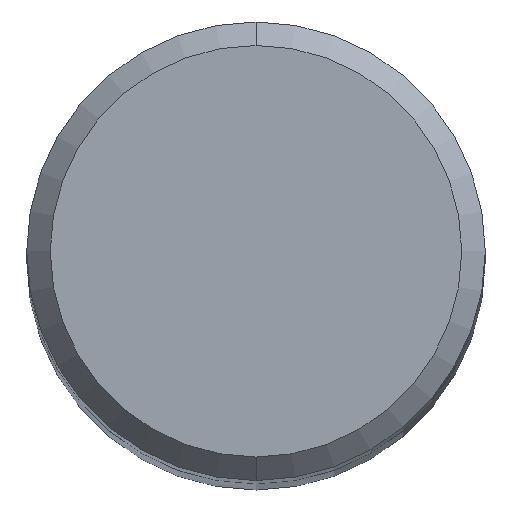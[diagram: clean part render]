
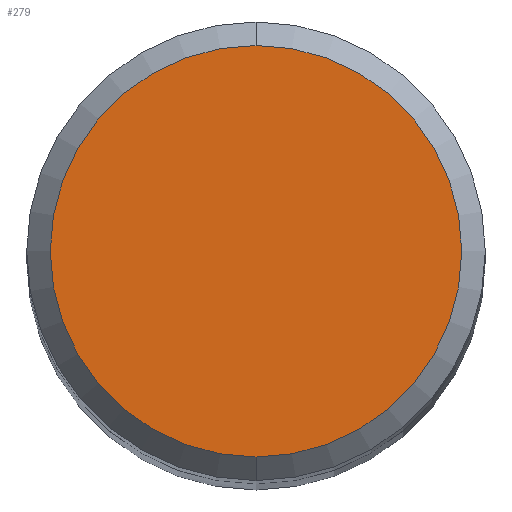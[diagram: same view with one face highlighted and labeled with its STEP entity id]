
A CAD part, top view. The second image highlights one B-rep face of the part: STEP entity #279.
In plain terms, the highlighted planar face has unit normal (0, 0, 1).
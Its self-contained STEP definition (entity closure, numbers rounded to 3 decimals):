
#251=EDGE_CURVE('',#327,#357,#520,.T.);
#279=ADVANCED_FACE('',(#548),#549,.T.);
#327=VERTEX_POINT('',#602);
#357=VERTEX_POINT('',#638);
#375=EDGE_CURVE('',#357,#327,#658,.T.);
#520=CIRCLE('',#975,5.25);
#548=FACE_OUTER_BOUND('',#1057,.T.);
#549=PLANE('',#1058);
#602=CARTESIAN_POINT('',(0.0,5.25,46.0));
#638=CARTESIAN_POINT('',(0.,-5.25,46.0));
#658=CIRCLE('',#1258,5.25);
#975=AXIS2_PLACEMENT_3D('',#1402,#1403,#1404);
#1057=EDGE_LOOP('',(#1412,#1413));
#1058=AXIS2_PLACEMENT_3D('',#1414,#1415,#1416);
#1258=AXIS2_PLACEMENT_3D('',#1561,#1562,#1563);
#1402=CARTESIAN_POINT('',(0.0,0.0,46.0));
#1403=DIRECTION('',(0.0,0.0,-1.0));
#1404=DIRECTION('',(0.0,1.0,0.0));
#1412=ORIENTED_EDGE('',*,*,#251,.F.);
#1413=ORIENTED_EDGE('',*,*,#375,.F.);
#1414=CARTESIAN_POINT('',(0.0,2.625,46.0));
#1415=DIRECTION('',(-0.0,0.0,1.0));
#1416=DIRECTION('',(0.0,-1.0,0.0));
#1561=CARTESIAN_POINT('',(0.0,0.0,46.0));
#1562=DIRECTION('',(0.0,0.0,-1.0));
#1563=DIRECTION('',(0.0,1.0,0.0));
